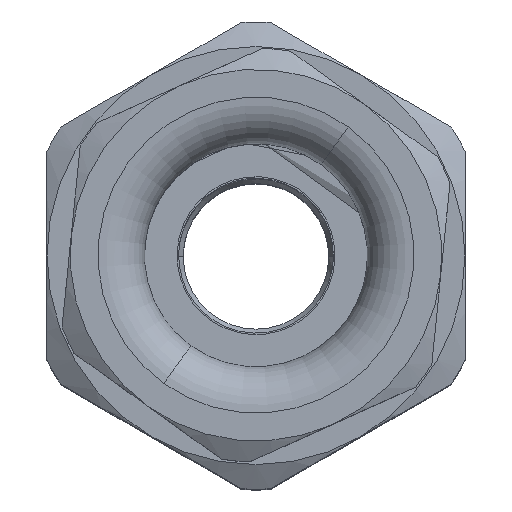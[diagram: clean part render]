
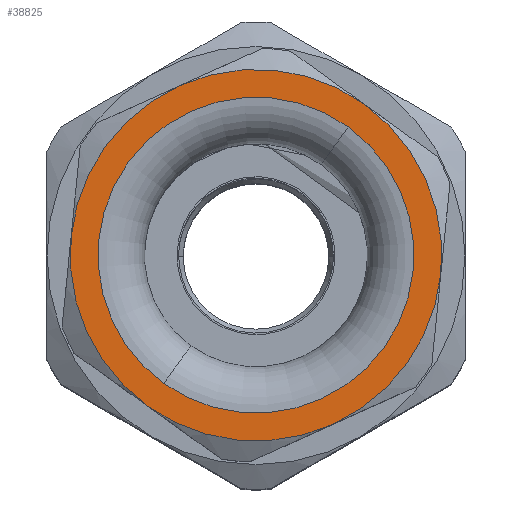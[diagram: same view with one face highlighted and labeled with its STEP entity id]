
A CAD part, top view. The second image highlights one B-rep face of the part: STEP entity #38825.
In plain terms, the highlighted face is planar.
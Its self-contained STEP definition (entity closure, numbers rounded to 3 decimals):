
#29 = EDGE_CURVE ( 'NONE', #43856, #52377, #30921, .T. ) ;
#1226 = AXIS2_PLACEMENT_3D ( 'NONE', #17422, #16853, #54025 ) ;
#2205 = VERTEX_POINT ( 'NONE', #40022 ) ;
#2392 = CARTESIAN_POINT ( 'NONE',  ( 0., 5., 0. ) ) ;
#2584 = CARTESIAN_POINT ( 'NONE',  ( 10.392, 5., -6. ) ) ;
#3073 = DIRECTION ( 'NONE',  ( 0., 1., 0. ) ) ;
#4777 = EDGE_CURVE ( 'NONE', #24286, #35607, #6967, .T. ) ;
#5050 = AXIS2_PLACEMENT_3D ( 'NONE', #59023, #53623, #17315 ) ;
#5753 = DIRECTION ( 'NONE',  ( 0., -1., 0. ) ) ;
#6967 = CIRCLE ( 'NONE', #1226, 12. ) ;
#7130 = CIRCLE ( 'NONE', #56974, 10.2 ) ;
#7500 = DIRECTION ( 'NONE',  ( 0., 0., -1. ) ) ;
#7898 = EDGE_CURVE ( 'NONE', #35607, #46014, #30314, .T. ) ;
#8764 = DIRECTION ( 'NONE',  ( 0., 0., 1. ) ) ;
#9742 = CARTESIAN_POINT ( 'NONE',  ( -10.392, 5., -6. ) ) ;
#10129 = AXIS2_PLACEMENT_3D ( 'NONE', #31570, #46265, #8764 ) ;
#10570 = EDGE_LOOP ( 'NONE', ( #13664, #43971, #14854, #33835, #13947, #53152 ) ) ;
#11095 = AXIS2_PLACEMENT_3D ( 'NONE', #57367, #3073, #25580 ) ;
#11109 = DIRECTION ( 'NONE',  ( 0., 0., 1. ) ) ;
#12340 = ORIENTED_EDGE ( 'NONE', *, *, #29412, .T. ) ;
#13582 = CARTESIAN_POINT ( 'NONE',  ( 0., 5., 0. ) ) ;
#13664 = ORIENTED_EDGE ( 'NONE', *, *, #29, .F. ) ;
#13788 = EDGE_CURVE ( 'NONE', #51260, #49506, #30254, .T. ) ;
#13947 = ORIENTED_EDGE ( 'NONE', *, *, #4777, .F. ) ;
#14171 = DIRECTION ( 'NONE',  ( 0., -1., 0. ) ) ;
#14854 = ORIENTED_EDGE ( 'NONE', *, *, #51059, .F. ) ;
#16853 = DIRECTION ( 'NONE',  ( 0., -1., 0. ) ) ;
#17315 = DIRECTION ( 'NONE',  ( 0., 0., -1. ) ) ;
#17422 = CARTESIAN_POINT ( 'NONE',  ( 0., 5., 0. ) ) ;
#17506 = EDGE_CURVE ( 'NONE', #52377, #24286, #18234, .T. ) ;
#17692 = AXIS2_PLACEMENT_3D ( 'NONE', #48916, #48622, #7500 ) ;
#17841 = DIRECTION ( 'NONE',  ( 0., 0., -1. ) ) ;
#18126 = CARTESIAN_POINT ( 'NONE',  ( 0., 5., 0. ) ) ;
#18234 = CIRCLE ( 'NONE', #51766, 12. ) ;
#18263 = CARTESIAN_POINT ( 'NONE',  ( 0., 5., -10.2 ) ) ;
#21581 = DIRECTION ( 'NONE',  ( 0., 0., -1. ) ) ;
#23018 = EDGE_LOOP ( 'NONE', ( #12340, #31498 ) ) ;
#24286 = VERTEX_POINT ( 'NONE', #9742 ) ;
#25364 = CARTESIAN_POINT ( 'NONE',  ( 0., 5., 12. ) ) ;
#25580 = DIRECTION ( 'NONE',  ( 0., 0., 1. ) ) ;
#29220 = AXIS2_PLACEMENT_3D ( 'NONE', #18126, #5753, #17841 ) ;
#29412 = EDGE_CURVE ( 'NONE', #49506, #51260, #7130, .T. ) ;
#30254 = CIRCLE ( 'NONE', #10129, 10.2 ) ;
#30314 = CIRCLE ( 'NONE', #53311, 12. ) ;
#30921 = CIRCLE ( 'NONE', #5050, 12. ) ;
#31498 = ORIENTED_EDGE ( 'NONE', *, *, #13788, .T. ) ;
#31570 = CARTESIAN_POINT ( 'NONE',  ( 0., 5., 0. ) ) ;
#31756 = CARTESIAN_POINT ( 'NONE',  ( 0., 5., -12. ) ) ;
#32501 = DIRECTION ( 'NONE',  ( 0., -1., 0. ) ) ;
#33835 = ORIENTED_EDGE ( 'NONE', *, *, #7898, .F. ) ;
#35607 = VERTEX_POINT ( 'NONE', #31756 ) ;
#38825 = ADVANCED_FACE ( 'NONE', ( #48987, #39080 ), #44184, .T. ) ;
#39080 = FACE_OUTER_BOUND ( 'NONE', #10570, .T. ) ;
#39894 = CARTESIAN_POINT ( 'NONE',  ( 0., 5., 0. ) ) ;
#40022 = CARTESIAN_POINT ( 'NONE',  ( 10.392, 5., 6. ) ) ;
#40337 = CARTESIAN_POINT ( 'NONE',  ( 0., 5., 10.2 ) ) ;
#43856 = VERTEX_POINT ( 'NONE', #25364 ) ;
#43971 = ORIENTED_EDGE ( 'NONE', *, *, #51605, .F. ) ;
#44184 = PLANE ( 'NONE',  #11095 ) ;
#46014 = VERTEX_POINT ( 'NONE', #2584 ) ;
#46265 = DIRECTION ( 'NONE',  ( 0., -1., 0. ) ) ;
#48602 = DIRECTION ( 'NONE',  ( 0., -1., 0. ) ) ;
#48622 = DIRECTION ( 'NONE',  ( 0., -1., 0. ) ) ;
#48916 = CARTESIAN_POINT ( 'NONE',  ( 0., 5., 0. ) ) ;
#48987 = FACE_BOUND ( 'NONE', #23018, .T. ) ;
#49506 = VERTEX_POINT ( 'NONE', #40337 ) ;
#50502 = DIRECTION ( 'NONE',  ( 0., 0., -1. ) ) ;
#51059 = EDGE_CURVE ( 'NONE', #46014, #2205, #51252, .T. ) ;
#51252 = CIRCLE ( 'NONE', #17692, 12. ) ;
#51260 = VERTEX_POINT ( 'NONE', #18263 ) ;
#51605 = EDGE_CURVE ( 'NONE', #2205, #43856, #52189, .T. ) ;
#51766 = AXIS2_PLACEMENT_3D ( 'NONE', #13582, #14171, #50502 ) ;
#52189 = CIRCLE ( 'NONE', #29220, 12. ) ;
#52377 = VERTEX_POINT ( 'NONE', #53015 ) ;
#53015 = CARTESIAN_POINT ( 'NONE',  ( -10.392, 5., 6. ) ) ;
#53152 = ORIENTED_EDGE ( 'NONE', *, *, #17506, .F. ) ;
#53311 = AXIS2_PLACEMENT_3D ( 'NONE', #39894, #48602, #21581 ) ;
#53623 = DIRECTION ( 'NONE',  ( 0., -1., 0. ) ) ;
#54025 = DIRECTION ( 'NONE',  ( 0., 0., -1. ) ) ;
#56974 = AXIS2_PLACEMENT_3D ( 'NONE', #2392, #32501, #11109 ) ;
#57367 = CARTESIAN_POINT ( 'NONE',  ( 0., 5., 0. ) ) ;
#59023 = CARTESIAN_POINT ( 'NONE',  ( 0., 5., 0. ) ) ;
